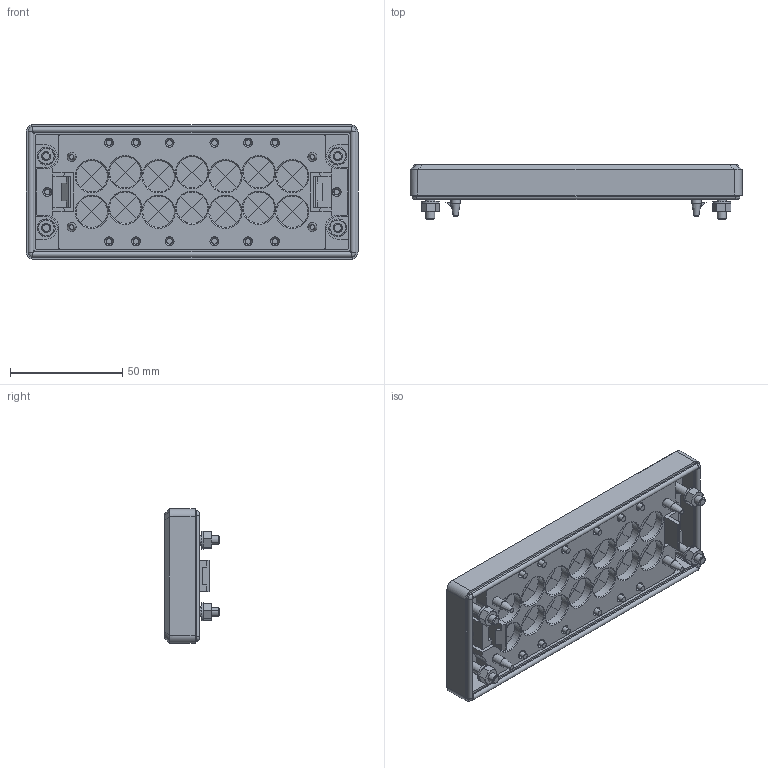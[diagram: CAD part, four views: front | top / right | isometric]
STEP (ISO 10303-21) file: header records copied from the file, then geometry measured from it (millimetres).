
FILE_DESCRIPTION (( 'STEP AP203' ), '1' );
FILE_NAME ('BRM14-2.step', '2022-05-16T15:46:24', ( '' ), ( '' ), 'SwSTEP 2.0', 'SolidWorks 2021', '' );
FILE_SCHEMA (( 'CONFIG_CONTROL_DESIGN' ));
Length unit declared in the file: millimetre
Products named in the file (1): BRM14-2
Bounding box: 148 x 24.2 x 60 mm (x, y, z)
Volume: 89429 mm3; surface area: 89519.2 mm2
Topology: 18 solids, 18 shells, 1231 faces, 3212 edges, 2036 vertices
Faces by surface type: cylinder 574, plane 385, cone 240, bspline 16, torus 16
Entity records: 38777 total; most frequent: CARTESIAN_POINT 7332, DIRECTION 6836, ORIENTED_EDGE 6384, EDGE_CURVE 3192, AXIS2_PLACEMENT_3D 2612, VERTEX_POINT 2036, LINE 1612, VECTOR 1612
